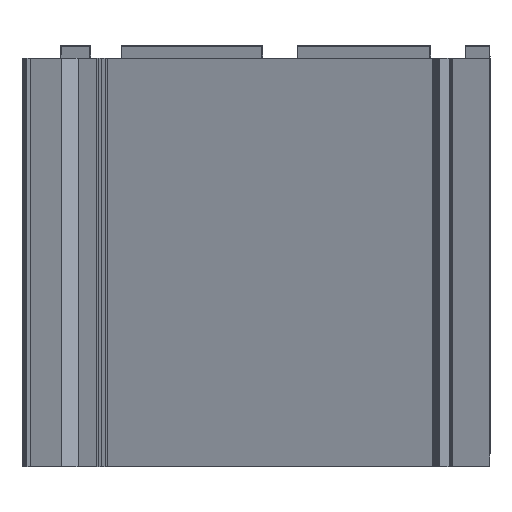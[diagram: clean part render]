
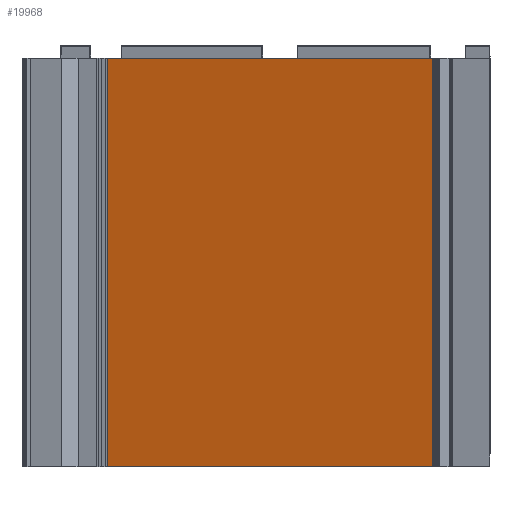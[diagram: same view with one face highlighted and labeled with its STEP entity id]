
A CAD part, front view. The second image highlights one B-rep face of the part: STEP entity #19968.
In plain terms, the highlighted planar face has unit normal (-0.351, -0.936, 0).
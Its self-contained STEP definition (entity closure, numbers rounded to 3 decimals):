
#1344=FACE_OUTER_BOUND('',#2750,.T.);
#2750=EDGE_LOOP('',(#16916,#16917,#16918,#16919));
#3164=LINE('',#27597,#5799);
#3499=LINE('',#28263,#6134);
#5385=LINE('',#32033,#8020);
#5386=LINE('',#32035,#8021);
#5799=VECTOR('',#22058,10.);
#6134=VECTOR('',#22441,10.);
#8020=VECTOR('',#26683,10.);
#8021=VECTOR('',#26686,10.);
#8313=VERTEX_POINT('',#27594);
#8314=VERTEX_POINT('',#27596);
#8620=VERTEX_POINT('',#28260);
#8621=VERTEX_POINT('',#28262);
#9665=EDGE_CURVE('',#8314,#8313,#3164,.T.);
#10000=EDGE_CURVE('',#8620,#8621,#3499,.T.);
#11886=EDGE_CURVE('',#8313,#8621,#5385,.T.);
#11887=EDGE_CURVE('',#8314,#8620,#5386,.T.);
#16916=ORIENTED_EDGE('',*,*,#11886,.T.);
#16917=ORIENTED_EDGE('',*,*,#10000,.F.);
#16918=ORIENTED_EDGE('',*,*,#11887,.F.);
#16919=ORIENTED_EDGE('',*,*,#9665,.T.);
#18562=PLANE('',#21388);
#19968=ADVANCED_FACE('',(#1344),#18562,.T.);
#21388=AXIS2_PLACEMENT_3D('',#32034,#26684,#26685);
#22058=DIRECTION('',(0.936,-0.351,0.));
#22441=DIRECTION('',(0.936,-0.351,0.));
#26683=DIRECTION('',(0.,0.,1.));
#26684=DIRECTION('center_axis',(-0.351,-0.936,0.));
#26685=DIRECTION('ref_axis',(0.,0.,-1.));
#26686=DIRECTION('',(0.,0.,1.));
#27594=CARTESIAN_POINT('',(59.147,25.917,-106.2));
#27596=CARTESIAN_POINT('',(-43.175,64.32,-106.2));
#27597=CARTESIAN_POINT('',(-43.175,64.32,-106.2));
#28260=CARTESIAN_POINT('',(-43.175,64.32,20.8));
#28262=CARTESIAN_POINT('',(59.147,25.917,20.8));
#28263=CARTESIAN_POINT('',(-43.175,64.32,20.8));
#32033=CARTESIAN_POINT('',(59.147,25.917,-30.));
#32034=CARTESIAN_POINT('Origin',(-43.175,64.32,20.8));
#32035=CARTESIAN_POINT('',(-43.175,64.32,-30.));
